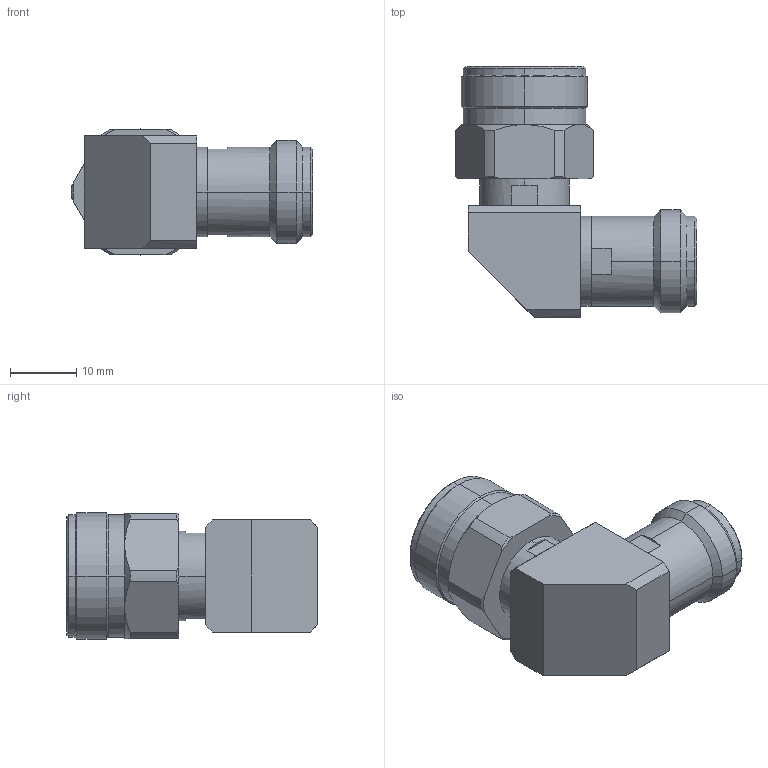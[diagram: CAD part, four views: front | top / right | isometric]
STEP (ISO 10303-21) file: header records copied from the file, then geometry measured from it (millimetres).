
FILE_DESCRIPTION (( 'STEP AP214' ), '1' );
FILE_NAME ('FMAD1575_3D.step', '2024-01-16T20:48:29', ( '' ), ( '' ), 'SwSTEP 2.0', 'SolidWorks 2022', '' );
FILE_SCHEMA (( 'AUTOMOTIVE_DESIGN' ));
Length unit declared in the file: millimetre
Products named in the file (4): FMAD1575_3D; Copy of ALS-N3N8-18-3-RIGHT^FMAD1575; Copy of ALS-N3N8-18-4^FMAD1575; Copy of ALS-N3N8-18-2--N3^FMAD1575
Assembly tree (3 placements, depth 2):
  FMAD1575_3D
    Copy of ALS-N3N8-18-3-RIGHT^FMAD1575
    Copy of ALS-N3N8-18-2--N3^FMAD1575
    Copy of ALS-N3N8-18-4^FMAD1575
Bounding box: 36.6 x 38 x 19.1 mm (x, y, z)
Volume: 10556.3 mm3; surface area: 6027.1 mm2
Topology: 3 solids, 3 shells, 168 faces, 384 edges, 236 vertices
Faces by surface type: cylinder 76, cone 53, plane 39
Entity records: 4936 total; most frequent: DIRECTION 904, CARTESIAN_POINT 884, ORIENTED_EDGE 768, EDGE_CURVE 384, AXIS2_PLACEMENT_3D 372, VERTEX_POINT 236, CIRCLE 198, EDGE_LOOP 182
